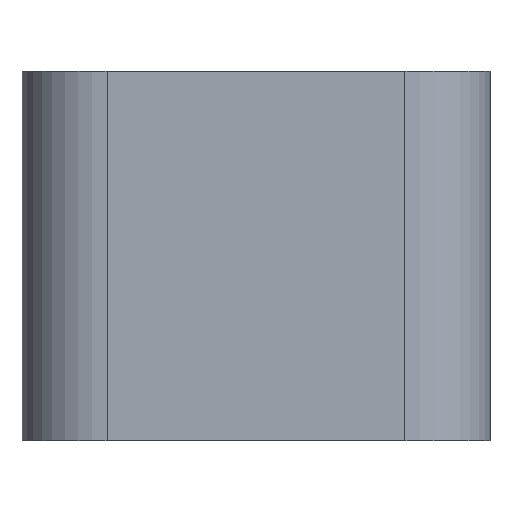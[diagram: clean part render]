
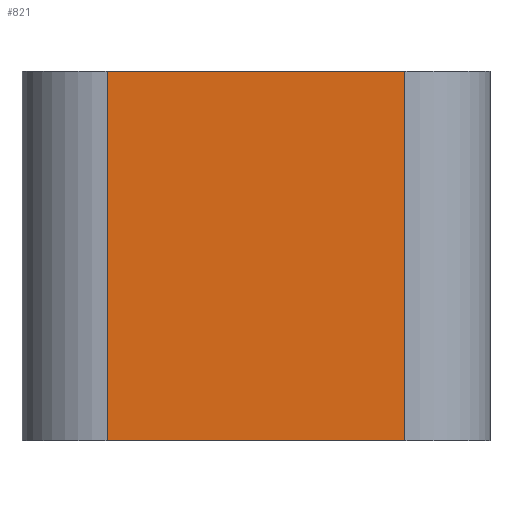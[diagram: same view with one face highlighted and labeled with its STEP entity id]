
A CAD part, front view. The second image highlights one B-rep face of the part: STEP entity #821.
In plain terms, the highlighted planar face has unit normal (0, -1, 0).
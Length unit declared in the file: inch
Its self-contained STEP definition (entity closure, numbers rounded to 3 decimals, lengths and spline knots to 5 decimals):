
#42 = CARTESIAN_POINT ( 'NONE',  ( 0.0625, -0.75, 0.125 ) ) ;
#108 = DIRECTION ( 'NONE',  ( -1., 0., 0. ) ) ;
#115 = LINE ( 'NONE', #1248, #2076 ) ;
#127 = DIRECTION ( 'NONE',  ( 1., 0., 0. ) ) ;
#150 = VECTOR ( 'NONE', #319, 39.37008 ) ;
#272 = VERTEX_POINT ( 'NONE', #2091 ) ;
#276 = DIRECTION ( 'NONE',  ( -1., 0., 0. ) ) ;
#285 = CARTESIAN_POINT ( 'NONE',  ( -0.8125, -0.75, 0.125 ) ) ;
#298 = CARTESIAN_POINT ( 'NONE',  ( 0.3125, -0.75, 0.125 ) ) ;
#316 = ORIENTED_EDGE ( 'NONE', *, *, #1799, .T. ) ;
#319 = DIRECTION ( 'NONE',  ( 0., 0., -1. ) ) ;
#433 = CARTESIAN_POINT ( 'NONE',  ( -1.0625, -0.75, 1.0845 ) ) ;
#444 = DIRECTION ( 'NONE',  ( 0., 0., 1. ) ) ;
#489 = EDGE_CURVE ( 'NONE', #777, #272, #1610, .T. ) ;
#504 = EDGE_CURVE ( 'NONE', #530, #777, #1423, .T. ) ;
#530 = VERTEX_POINT ( 'NONE', #1811 ) ;
#671 = FACE_OUTER_BOUND ( 'NONE', #1102, .T. ) ;
#702 = ORIENTED_EDGE ( 'NONE', *, *, #504, .T. ) ;
#777 = VERTEX_POINT ( 'NONE', #2009 ) ;
#821 = ADVANCED_FACE ( 'NONE', ( #671 ), #2019, .F. ) ;
#982 = CARTESIAN_POINT ( 'NONE',  ( -0.8125, -0.75, 0. ) ) ;
#1072 = ORIENTED_EDGE ( 'NONE', *, *, #489, .T. ) ;
#1102 = EDGE_LOOP ( 'NONE', ( #316, #702, #1072, #1752 ) ) ;
#1142 = VECTOR ( 'NONE', #444, 39.37008 ) ;
#1248 = CARTESIAN_POINT ( 'NONE',  ( 0.3125, -0.75, 0. ) ) ;
#1423 = LINE ( 'NONE', #42, #1142 ) ;
#1558 = AXIS2_PLACEMENT_3D ( 'NONE', #298, #1831, #108 ) ;
#1610 = LINE ( 'NONE', #433, #1897 ) ;
#1693 = EDGE_CURVE ( 'NONE', #272, #2018, #2243, .T. ) ;
#1752 = ORIENTED_EDGE ( 'NONE', *, *, #1693, .T. ) ;
#1799 = EDGE_CURVE ( 'NONE', #2018, #530, #115, .T. ) ;
#1811 = CARTESIAN_POINT ( 'NONE',  ( 0.0625, -0.75, 0. ) ) ;
#1831 = DIRECTION ( 'NONE',  ( 0., 1., 0. ) ) ;
#1897 = VECTOR ( 'NONE', #276, 39.37008 ) ;
#2009 = CARTESIAN_POINT ( 'NONE',  ( 0.0625, -0.75, 1.0845 ) ) ;
#2018 = VERTEX_POINT ( 'NONE', #982 ) ;
#2019 = PLANE ( 'NONE',  #1558 ) ;
#2076 = VECTOR ( 'NONE', #127, 39.37008 ) ;
#2091 = CARTESIAN_POINT ( 'NONE',  ( -0.8125, -0.75, 1.0845 ) ) ;
#2243 = LINE ( 'NONE', #285, #150 ) ;
